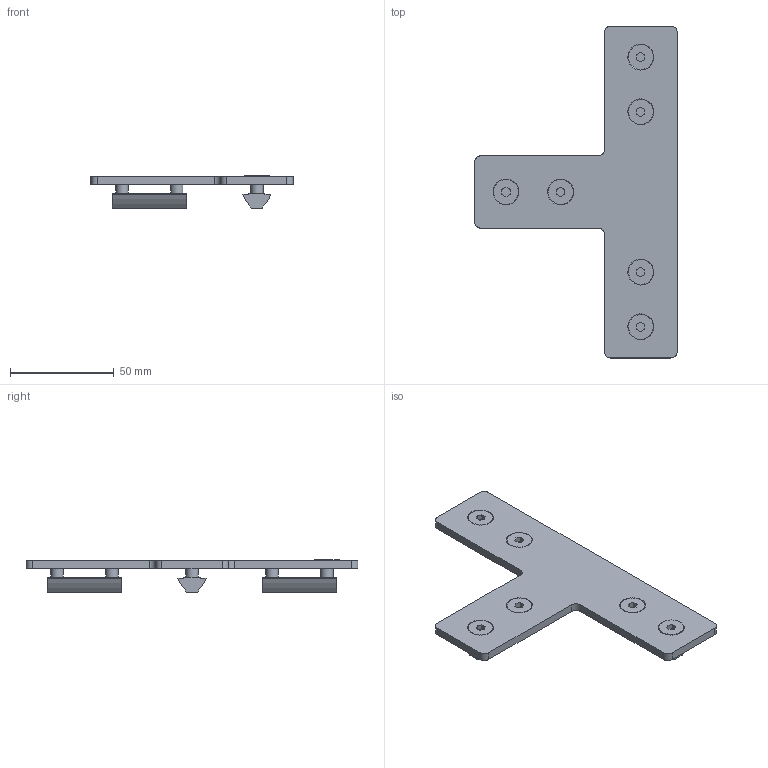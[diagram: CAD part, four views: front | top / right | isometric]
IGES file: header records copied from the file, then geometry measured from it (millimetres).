
Global section: file name: 500000; native system: Autodesk Inventor 2021; preprocessor: unknown; author: jiri.spacek; date: 20201012.095604; units: millimetre
Bounding box: 97.5 x 160 x 15.5 mm (x, y, z)
Volume: 38994.3 mm3; surface area: 25010.9 mm2
Topology: 10 solids, 10 shells, 150 faces, 360 edges, 236 vertices
Faces by surface type: bspline 150
